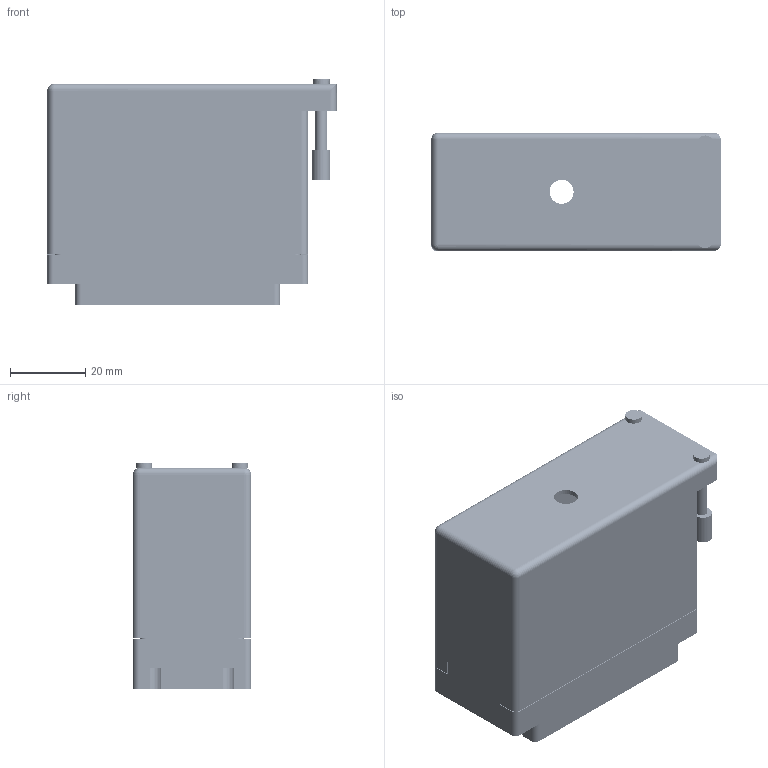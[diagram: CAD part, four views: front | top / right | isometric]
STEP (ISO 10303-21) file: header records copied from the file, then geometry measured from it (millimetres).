
FILE_DESCRIPTION (( 'STEP AP203' ), '1' );
FILE_NAME ('516-090-541-350.STEP', '2020-03-10T22:24:47', ( '' ), ( '' ), 'SwSTEP 2.0', 'SolidWorks 2016', '' );
FILE_SCHEMA (( 'CONFIG_CONTROL_DESIGN' ));
Length unit declared in the file: inch
Products named in the file (4): 516 Plug Insulator_090; 516-090-541-350; 516-292-001_541 Contact; 516-230-001_Metal - 090 Side Entry
Assembly tree (92 placements, depth 2):
  516-090-541-350
    516 Plug Insulator_090
    516-292-001_541 Contact  x90
    516-230-001_Metal - 090 Side Entry
Bounding box: 76.66 x 31.34 x 59.84 mm (x, y, z)
Volume: 34750.5 mm3; surface area: 61284.7 mm2
Topology: 92 solids, 92 shells, 8389 faces, 24388 edges, 16192 vertices
Faces by surface type: plane 5196, cylinder 2649, bspline 540, cone 2, sphere 2
Entity records: 70107 total; most frequent: CARTESIAN_POINT 12183, ORIENTED_EDGE 11748, DIRECTION 11360, EDGE_CURVE 5874, LINE 4448, VECTOR 4448, VERTEX_POINT 3910, AXIS2_PLACEMENT_3D 3456
